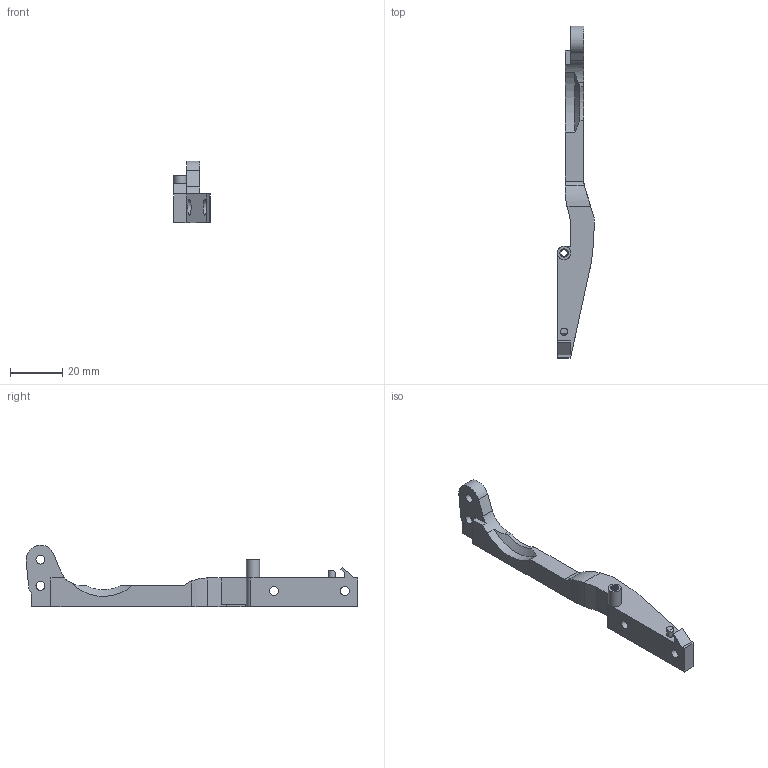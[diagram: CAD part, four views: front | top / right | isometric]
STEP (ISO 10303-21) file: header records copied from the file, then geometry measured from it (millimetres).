
FILE_DESCRIPTION(('FreeCAD Model'),'2;1');
FILE_NAME('Open CASCADE Shape Model','2024-03-04T22:08:20',(''),(''), 'Open CASCADE STEP processor 7.6','FreeCAD','Unknown');
FILE_SCHEMA(('AUTOMOTIVE_DESIGN { 1 0 10303 214 1 1 1 1 }'));
Length unit declared in the file: millimetre
Products named in the file (1): Pocket053032719
Bounding box: 14.08 x 126.49 x 23.5 mm (x, y, z)
Volume: 10104.1 mm3; surface area: 5691.6 mm2
Topology: 1 solids, 1 shells, 208 faces, 477 edges, 271 vertices
Faces by surface type: bspline 111, cylinder 60, plane 31, cone 6
Full cylindrical faces by diameter (mm): 2.52 x35, 2.7 x1, 3.4 x4, 5 x1, 6.1 x1
Entity records: 34856 total; most frequent: CARTESIAN_POINT 26592, DIRECTION 1026, ORIENTED_EDGE 954, PCURVE 954, DEFINITIONAL_REPRESENTATION 954, B_SPLINE_CURVE_WITH_KNOTS 657, LINE 644, VECTOR 644
